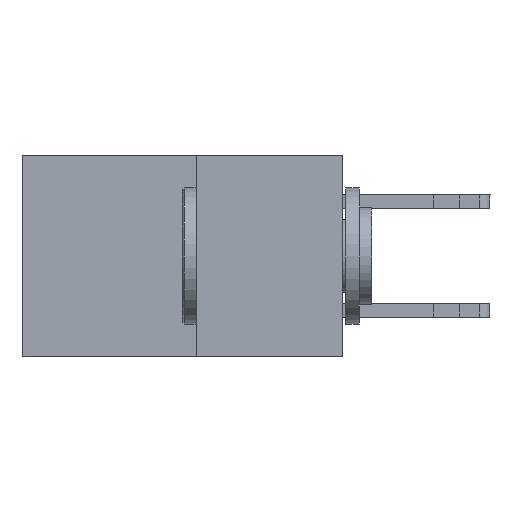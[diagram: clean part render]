
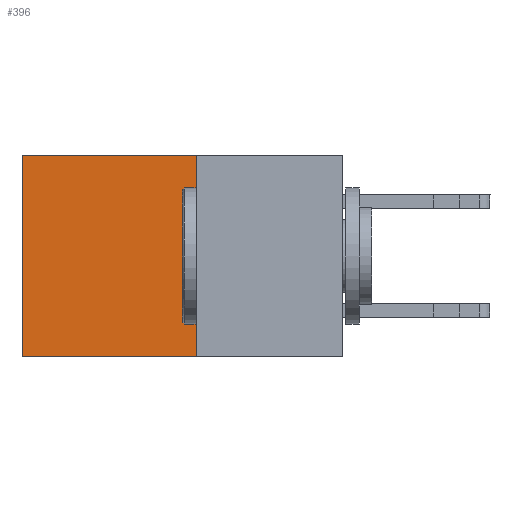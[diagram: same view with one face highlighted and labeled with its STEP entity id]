
A CAD part, left-side view. The second image highlights one B-rep face of the part: STEP entity #396.
In plain terms, the highlighted planar face has unit normal (-1, 0, 0).
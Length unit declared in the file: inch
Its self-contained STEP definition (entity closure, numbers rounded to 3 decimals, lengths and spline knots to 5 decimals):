
#396 = ADVANCED_FACE ( 'NONE', ( #3241 ), #8551, .F. ) ;
#698 = VERTEX_POINT ( 'NONE', #2718 ) ;
#710 = DIRECTION ( 'NONE',  ( 0., 0., -1. ) ) ;
#1188 = VERTEX_POINT ( 'NONE', #12730 ) ;
#1415 = VECTOR ( 'NONE', #15834, 39.37008 ) ;
#1442 = VERTEX_POINT ( 'NONE', #7433 ) ;
#1926 = CARTESIAN_POINT ( 'NONE',  ( 0.277, 0.27, -0.37 ) ) ;
#2012 = VECTOR ( 'NONE', #4856, 39.37008 ) ;
#2718 = CARTESIAN_POINT ( 'NONE',  ( 0.277, 0.59, -0.37 ) ) ;
#3241 = FACE_OUTER_BOUND ( 'NONE', #6959, .T. ) ;
#4700 = DIRECTION ( 'NONE',  ( 0., 1., 0. ) ) ;
#4856 = DIRECTION ( 'NONE',  ( 0., 0., -1. ) ) ;
#4944 = CARTESIAN_POINT ( 'NONE',  ( 0.277, 0.59, -0.37 ) ) ;
#5234 = LINE ( 'NONE', #5410, #6569 ) ;
#5410 = CARTESIAN_POINT ( 'NONE',  ( 0.277, 0.27, -0.37 ) ) ;
#5777 = ORIENTED_EDGE ( 'NONE', *, *, #8533, .T. ) ;
#6243 = VERTEX_POINT ( 'NONE', #15630 ) ;
#6569 = VECTOR ( 'NONE', #10544, 39.37008 ) ;
#6621 = ORIENTED_EDGE ( 'NONE', *, *, #9902, .T. ) ;
#6959 = EDGE_LOOP ( 'NONE', ( #6621, #7117, #9201, #5777 ) ) ;
#7117 = ORIENTED_EDGE ( 'NONE', *, *, #14720, .F. ) ;
#7249 = DIRECTION ( 'NONE',  ( 1., 0., 0. ) ) ;
#7330 = LINE ( 'NONE', #16657, #15735 ) ;
#7433 = CARTESIAN_POINT ( 'NONE',  ( 0.277, 0.27, 0. ) ) ;
#7478 = LINE ( 'NONE', #4944, #2012 ) ;
#7546 = LINE ( 'NONE', #12855, #1415 ) ;
#8533 = EDGE_CURVE ( 'NONE', #1442, #6243, #7330, .T. ) ;
#8551 = PLANE ( 'NONE',  #9115 ) ;
#9115 = AXIS2_PLACEMENT_3D ( 'NONE', #1926, #7249, #710 ) ;
#9201 = ORIENTED_EDGE ( 'NONE', *, *, #16570, .F. ) ;
#9902 = EDGE_CURVE ( 'NONE', #6243, #698, #7478, .T. ) ;
#10544 = DIRECTION ( 'NONE',  ( 0., 1., 0. ) ) ;
#12730 = CARTESIAN_POINT ( 'NONE',  ( 0.277, 0.27, -0.37 ) ) ;
#12855 = CARTESIAN_POINT ( 'NONE',  ( 0.277, 0.27, -0.37 ) ) ;
#14720 = EDGE_CURVE ( 'NONE', #1188, #698, #5234, .T. ) ;
#15630 = CARTESIAN_POINT ( 'NONE',  ( 0.277, 0.59, 0. ) ) ;
#15735 = VECTOR ( 'NONE', #4700, 39.37008 ) ;
#15834 = DIRECTION ( 'NONE',  ( 0., 0., -1. ) ) ;
#16570 = EDGE_CURVE ( 'NONE', #1442, #1188, #7546, .T. ) ;
#16657 = CARTESIAN_POINT ( 'NONE',  ( 0.277, 0.27, 0. ) ) ;
